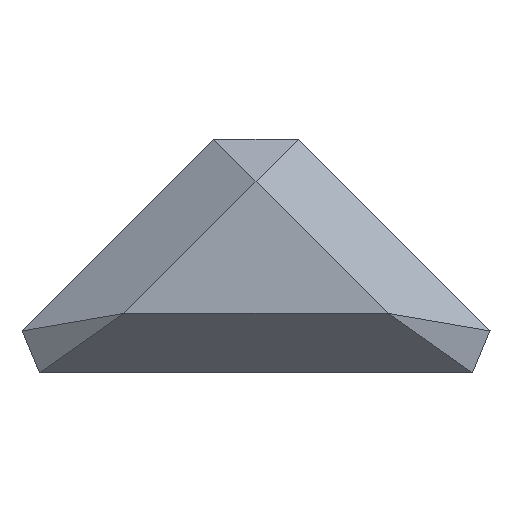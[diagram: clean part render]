
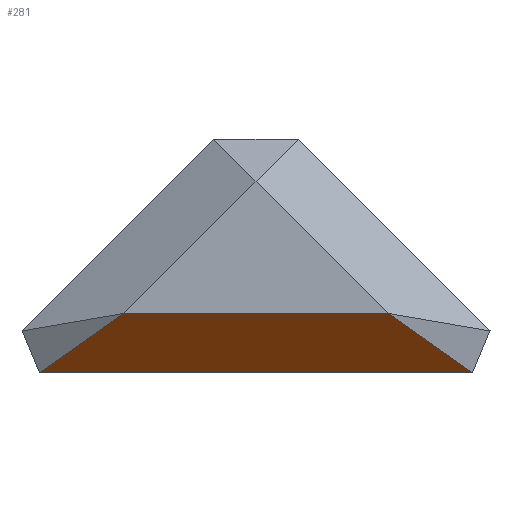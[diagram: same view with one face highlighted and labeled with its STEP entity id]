
A CAD part, left-side view. The second image highlights one B-rep face of the part: STEP entity #281.
In plain terms, the highlighted planar face has unit normal (-0.707, 0, -0.707).
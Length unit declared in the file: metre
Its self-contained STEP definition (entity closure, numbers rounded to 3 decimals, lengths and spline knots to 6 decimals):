
#51=ORIENTED_EDGE('',*,*,#111,.T.);
#52=ORIENTED_EDGE('',*,*,#112,.F.);
#53=ORIENTED_EDGE('',*,*,#105,.T.);
#54=ORIENTED_EDGE('',*,*,#113,.F.);
#105=EDGE_CURVE('',#127,#133,#159,.T.);
#111=EDGE_CURVE('',#135,#136,#165,.T.);
#112=EDGE_CURVE('',#127,#136,#166,.T.);
#113=EDGE_CURVE('',#135,#133,#167,.T.);
#127=VERTEX_POINT('',#422);
#133=VERTEX_POINT('',#444);
#135=VERTEX_POINT('',#457);
#136=VERTEX_POINT('',#458);
#159=LINE('',#445,#195);
#165=LINE('',#456,#201);
#166=LINE('',#459,#202);
#167=LINE('',#460,#203);
#195=VECTOR('',#362,1.);
#201=VECTOR('',#376,1.);
#202=VECTOR('',#377,1.);
#203=VECTOR('',#378,1.);
#221=EDGE_LOOP('',(#51,#52,#53,#54));
#241=FACE_BOUND('',#221,.T.);
#261=PLANE('',#314);
#281=ADVANCED_FACE('',(#241),#261,.F.);
#314=AXIS2_PLACEMENT_3D('',#455,#374,#375);
#362=DIRECTION('',(-0.5,0.707,0.5));
#374=DIRECTION('',(0.707,0.,0.707));
#375=DIRECTION('',(0.,1.,0.));
#376=DIRECTION('',(0.5,0.707,-0.5));
#377=DIRECTION('',(0.,1.,0.));
#378=DIRECTION('',(0.,-1.,0.));
#422=CARTESIAN_POINT('',(-0.140642,-0.035716,0.002));
#444=CARTESIAN_POINT('',(-0.141142,-0.035009,0.0025));
#445=CARTESIAN_POINT('',(-0.140678,-0.035664,0.002037));
#455=CARTESIAN_POINT('',(-0.140642,-0.036216,0.002));
#456=CARTESIAN_POINT('',(-0.141142,-0.032786,0.0025));
#457=CARTESIAN_POINT('',(-0.141142,-0.032786,0.0025));
#458=CARTESIAN_POINT('',(-0.140642,-0.032079,0.002));
#459=CARTESIAN_POINT('',(-0.140642,-0.036216,0.002));
#460=CARTESIAN_POINT('',(-0.141142,0.,0.0025));
